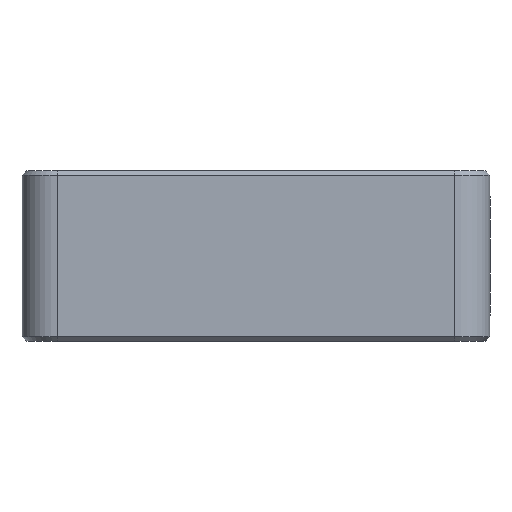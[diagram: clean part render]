
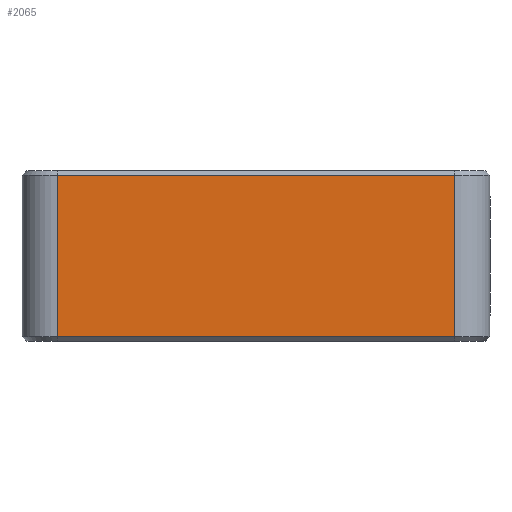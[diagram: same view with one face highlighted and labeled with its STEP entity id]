
A CAD part, left-side view. The second image highlights one B-rep face of the part: STEP entity #2065.
In plain terms, the highlighted planar face has unit normal (-1, 0, 0).
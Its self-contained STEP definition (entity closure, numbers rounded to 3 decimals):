
#9 = LINE ( 'NONE', #278, #1547 ) ;
#50 = ORIENTED_EDGE ( 'NONE', *, *, #154, .T. ) ;
#141 = VECTOR ( 'NONE', #327, 1000. ) ;
#154 = EDGE_CURVE ( 'NONE', #1832, #2185, #1142, .T. ) ;
#178 = PLANE ( 'NONE',  #2775 ) ;
#278 = CARTESIAN_POINT ( 'NONE',  ( -17., 17.5, 12. ) ) ;
#300 = DIRECTION ( 'NONE',  ( 0., 0., -1. ) ) ;
#327 = DIRECTION ( 'NONE',  ( 0., 1., 0. ) ) ;
#582 = CARTESIAN_POINT ( 'NONE',  ( -17., 17.5, 0.3 ) ) ;
#803 = CARTESIAN_POINT ( 'NONE',  ( -17., -10.5, 0.3 ) ) ;
#906 = DIRECTION ( 'NONE',  ( 0., 1., 0. ) ) ;
#1017 = LINE ( 'NONE', #1979, #2568 ) ;
#1087 = EDGE_LOOP ( 'NONE', ( #2364, #2647, #1550, #50 ) ) ;
#1132 = CARTESIAN_POINT ( 'NONE',  ( -17., -10.5, 11.7 ) ) ;
#1142 = LINE ( 'NONE', #2815, #2346 ) ;
#1516 = VERTEX_POINT ( 'NONE', #2396 ) ;
#1547 = VECTOR ( 'NONE', #300, 1000. ) ;
#1550 = ORIENTED_EDGE ( 'NONE', *, *, #1769, .T. ) ;
#1679 = DIRECTION ( 'NONE',  ( 0., 0., 1. ) ) ;
#1769 = EDGE_CURVE ( 'NONE', #1516, #1832, #9, .T. ) ;
#1832 = VERTEX_POINT ( 'NONE', #582 ) ;
#1837 = DIRECTION ( 'NONE',  ( 0., -1., 0. ) ) ;
#1979 = CARTESIAN_POINT ( 'NONE',  ( -17., -10.5, 12. ) ) ;
#2065 = ADVANCED_FACE ( 'NONE', ( #2345 ), #178, .F. ) ;
#2114 = EDGE_CURVE ( 'NONE', #2185, #2977, #1017, .T. ) ;
#2185 = VERTEX_POINT ( 'NONE', #803 ) ;
#2194 = EDGE_CURVE ( 'NONE', #2977, #1516, #2514, .T. ) ;
#2345 = FACE_OUTER_BOUND ( 'NONE', #1087, .T. ) ;
#2346 = VECTOR ( 'NONE', #1837, 1000. ) ;
#2364 = ORIENTED_EDGE ( 'NONE', *, *, #2114, .T. ) ;
#2396 = CARTESIAN_POINT ( 'NONE',  ( -17., 17.5, 11.7 ) ) ;
#2514 = LINE ( 'NONE', #2545, #141 ) ;
#2545 = CARTESIAN_POINT ( 'NONE',  ( -17., 17.5, 11.7 ) ) ;
#2568 = VECTOR ( 'NONE', #1679, 1000. ) ;
#2647 = ORIENTED_EDGE ( 'NONE', *, *, #2194, .T. ) ;
#2775 = AXIS2_PLACEMENT_3D ( 'NONE', #2838, #3070, #906 ) ;
#2815 = CARTESIAN_POINT ( 'NONE',  ( -17., -13., 0.3 ) ) ;
#2838 = CARTESIAN_POINT ( 'NONE',  ( -17., -13., 12. ) ) ;
#2977 = VERTEX_POINT ( 'NONE', #1132 ) ;
#3070 = DIRECTION ( 'NONE',  ( 1., 0., 0. ) ) ;
